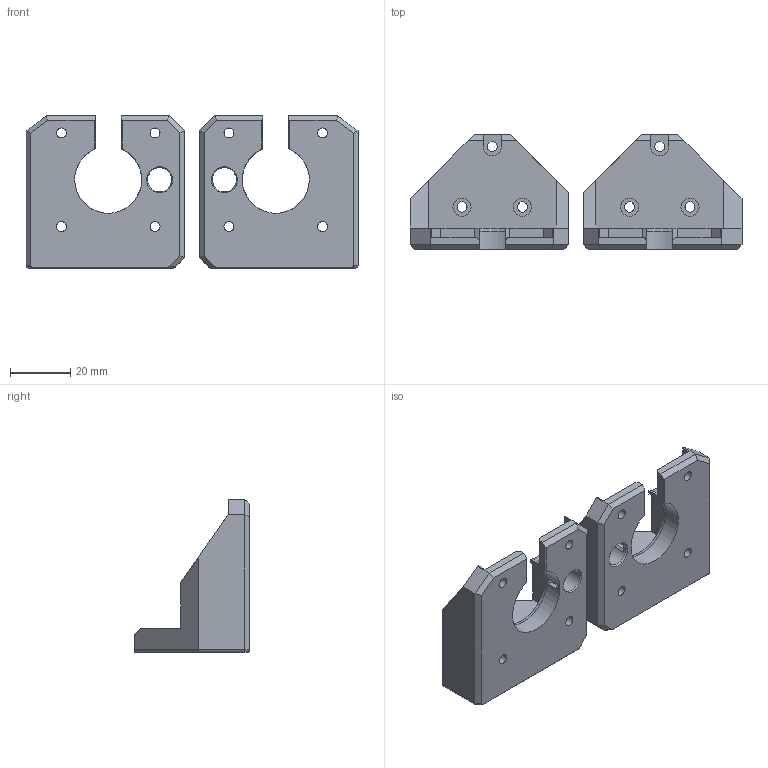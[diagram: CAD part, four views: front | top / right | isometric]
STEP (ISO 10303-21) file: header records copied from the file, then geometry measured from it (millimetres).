
FILE_DESCRIPTION(/* description */ (''),/* implementation_level */ '2;1');
FILE_NAME(/* name */ 'z_motor_mounts_fix_mk3.step',/* time_stamp */ '2018-01-31T18:58:58+01:00',/* author */ (''),/* organization */ (''),/* preprocessor_version */ 'ST-DEVELOPER v16.13',/* originating_system */ 'Autodesk Translation Framework v6.5.0.72',/* authorisation */ '');
FILE_SCHEMA (('AUTOMOTIVE_DESIGN { 1 0 10303 214 3 1 1 }'));
Length unit declared in the file: millimetre
Products named in the file (3): z_motor_mounts_fix_mk3; z_motor_mount(Mirror); z_motor_mount
Assembly tree (2 placements, depth 2):
  z_motor_mounts_fix_mk3
    z_motor_mount(Mirror)
    z_motor_mount
Bounding box: 109.9 x 38 x 50.5 mm (x, y, z)
Volume: 52226 mm3; surface area: 21401.6 mm2
Topology: 2 solids, 34 shells, 362 faces, 858 edges, 566 vertices
Faces by surface type: plane 312, cylinder 44, cone 6
Full cylindrical faces by diameter (mm): 3.3 x8, 6 x4, 8 x2
Entity records: 10410 total; most frequent: CARTESIAN_POINT 1827, ORIENTED_EDGE 1716, DIRECTION 1700, EDGE_CURVE 858, LINE 734, VECTOR 734, VERTEX_POINT 566, AXIS2_PLACEMENT_3D 483
